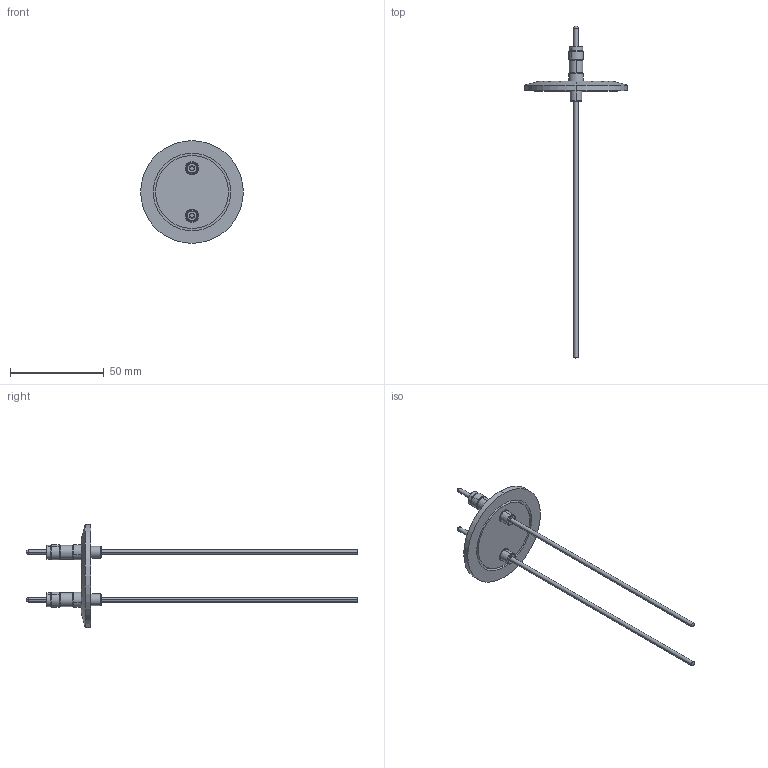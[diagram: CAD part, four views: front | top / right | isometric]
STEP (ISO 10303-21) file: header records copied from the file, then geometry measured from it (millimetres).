
FILE_DESCRIPTION (( 'STEP AP203' ), '1' );
FILE_NAME ('A5971-1-QF.STEP', '2013-06-17T11:53:57', ( '' ), ( '' ), 'SwSTEP 2.0', 'SolidWorks 2012', '' );
FILE_SCHEMA (( 'CONFIG_CONTROL_DESIGN' ));
Length unit declared in the file: inch
Products named in the file (1): A5971-1-QF
Bounding box: 54.86 x 177.29 x 54.86 mm (x, y, z)
Volume: 13454.7 mm3; surface area: 10809.6 mm2
Topology: 1 solids, 1 shells, 132 faces, 270 edges, 162 vertices
Faces by surface type: cylinder 66, cone 26, plane 24, torus 16
Entity records: 3579 total; most frequent: DIRECTION 714, CARTESIAN_POINT 565, ORIENTED_EDGE 540, AXIS2_PLACEMENT_3D 311, EDGE_CURVE 270, CIRCLE 178, VERTEX_POINT 162, EDGE_LOOP 154
